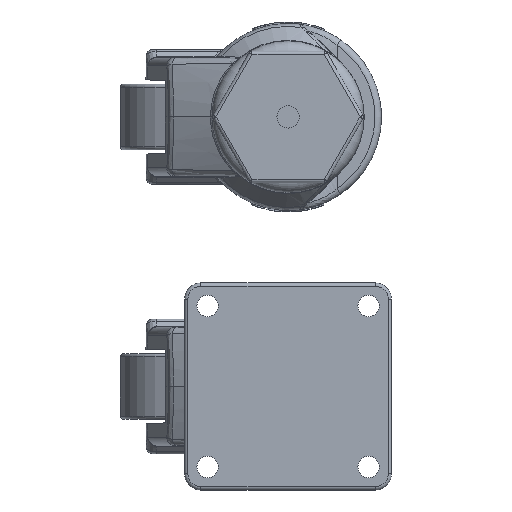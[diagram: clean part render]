
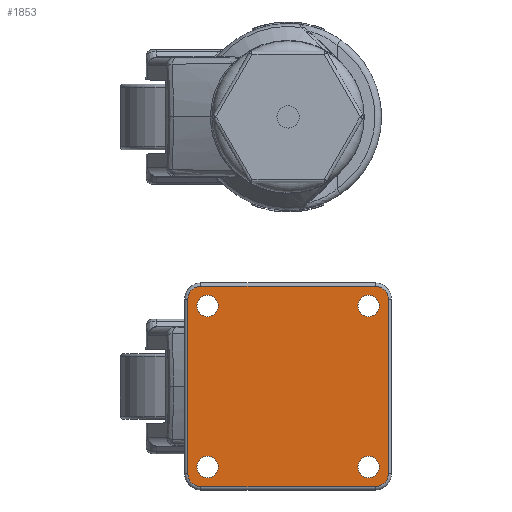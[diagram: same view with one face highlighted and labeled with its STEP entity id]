
A CAD part, front view. The second image highlights one B-rep face of the part: STEP entity #1853.
In plain terms, the highlighted planar face has unit normal (0, -1, 0).
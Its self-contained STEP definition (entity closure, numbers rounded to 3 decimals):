
#459=PLANE('',#13514);
#1853=ADVANCED_FACE('',(#3402,#3403,#3404,#3405,#3406),#459,.T.);
#3402=FACE_BOUND('',#3880,.T.);
#3403=FACE_BOUND('',#3881,.T.);
#3404=FACE_BOUND('',#3882,.T.);
#3405=FACE_BOUND('',#3883,.T.);
#3406=FACE_BOUND('',#3884,.T.);
#3880=EDGE_LOOP('',(#7126,#7127,#7128,#7129,#7130,#7131,#7132,#7133));
#3881=EDGE_LOOP('',(#7134));
#3882=EDGE_LOOP('',(#7135));
#3883=EDGE_LOOP('',(#7136));
#3884=EDGE_LOOP('',(#7137));
#4694=LINE('',#24195,#5240);
#4695=LINE('',#24200,#5241);
#4696=LINE('',#24204,#5242);
#4697=LINE('',#24208,#5243);
#5240=VECTOR('',#15262,1.);
#5241=VECTOR('',#15265,1.);
#5242=VECTOR('',#15268,1.);
#5243=VECTOR('',#15271,1.);
#7126=ORIENTED_EDGE('',*,*,#11381,.T.);
#7127=ORIENTED_EDGE('',*,*,#11382,.T.);
#7128=ORIENTED_EDGE('',*,*,#11383,.T.);
#7129=ORIENTED_EDGE('',*,*,#11384,.T.);
#7130=ORIENTED_EDGE('',*,*,#11385,.T.);
#7131=ORIENTED_EDGE('',*,*,#11386,.T.);
#7132=ORIENTED_EDGE('',*,*,#11387,.T.);
#7133=ORIENTED_EDGE('',*,*,#11388,.T.);
#7134=ORIENTED_EDGE('',*,*,#11389,.T.);
#7135=ORIENTED_EDGE('',*,*,#11390,.F.);
#7136=ORIENTED_EDGE('',*,*,#11391,.F.);
#7137=ORIENTED_EDGE('',*,*,#11392,.F.);
#9914=VERTEX_POINT('',#24196);
#9915=VERTEX_POINT('',#24197);
#9916=VERTEX_POINT('',#24199);
#9917=VERTEX_POINT('',#24201);
#9918=VERTEX_POINT('',#24203);
#9919=VERTEX_POINT('',#24205);
#9920=VERTEX_POINT('',#24207);
#9921=VERTEX_POINT('',#24209);
#9922=VERTEX_POINT('',#24212);
#9923=VERTEX_POINT('',#24214);
#9924=VERTEX_POINT('',#24216);
#9925=VERTEX_POINT('',#24218);
#11381=EDGE_CURVE('',#9914,#9915,#4694,.T.);
#11382=EDGE_CURVE('',#9915,#9916,#12725,.T.);
#11383=EDGE_CURVE('',#9916,#9917,#4695,.T.);
#11384=EDGE_CURVE('',#9917,#9918,#12726,.T.);
#11385=EDGE_CURVE('',#9918,#9919,#4696,.T.);
#11386=EDGE_CURVE('',#9919,#9920,#12727,.T.);
#11387=EDGE_CURVE('',#9920,#9921,#4697,.T.);
#11388=EDGE_CURVE('',#9921,#9914,#12728,.T.);
#11389=EDGE_CURVE('',#9922,#9922,#12729,.T.);
#11390=EDGE_CURVE('',#9923,#9923,#12730,.T.);
#11391=EDGE_CURVE('',#9924,#9924,#12731,.T.);
#11392=EDGE_CURVE('',#9925,#9925,#12732,.T.);
#12725=CIRCLE('',#13506,4.);
#12726=CIRCLE('',#13507,4.);
#12727=CIRCLE('',#13508,4.);
#12728=CIRCLE('',#13509,4.);
#12729=CIRCLE('',#13510,3.25);
#12730=CIRCLE('',#13511,3.25);
#12731=CIRCLE('',#13512,3.25);
#12732=CIRCLE('',#13513,3.25);
#13506=AXIS2_PLACEMENT_3D('',#24198,#15263,#15264);
#13507=AXIS2_PLACEMENT_3D('',#24202,#15266,#15267);
#13508=AXIS2_PLACEMENT_3D('',#24206,#15269,#15270);
#13509=AXIS2_PLACEMENT_3D('',#24210,#15272,#15273);
#13510=AXIS2_PLACEMENT_3D('',#24211,#15274,#15275);
#13511=AXIS2_PLACEMENT_3D('',#24213,#15276,#15277);
#13512=AXIS2_PLACEMENT_3D('',#24215,#15278,#15279);
#13513=AXIS2_PLACEMENT_3D('',#24217,#15280,#15281);
#13514=AXIS2_PLACEMENT_3D('',#24219,#15282,#15283);
#15262=DIRECTION('',(-1.,0.,0.));
#15263=DIRECTION('',(0.,-1.,0.));
#15264=DIRECTION('',(0.,0.,-1.));
#15265=DIRECTION('',(0.,0.,-1.));
#15266=DIRECTION('',(0.,-1.,0.));
#15267=DIRECTION('',(0.,0.,-1.));
#15268=DIRECTION('',(1.,0.,0.));
#15269=DIRECTION('',(0.,-1.,0.));
#15270=DIRECTION('',(0.,0.,-1.));
#15271=DIRECTION('',(0.,0.,1.));
#15272=DIRECTION('',(0.,-1.,0.));
#15273=DIRECTION('',(0.,0.,-1.));
#15274=DIRECTION('',(0.,1.,0.));
#15275=DIRECTION('',(0.,0.,-1.));
#15276=DIRECTION('',(0.,-1.,0.));
#15277=DIRECTION('',(0.,0.,-1.));
#15278=DIRECTION('',(0.,-1.,0.));
#15279=DIRECTION('',(0.,0.,-1.));
#15280=DIRECTION('',(0.,-1.,0.));
#15281=DIRECTION('',(0.,0.,-1.));
#15282=DIRECTION('',(0.,-1.,0.));
#15283=DIRECTION('',(0.,0.,-1.));
#24195=CARTESIAN_POINT('',(-206.124,-47.669,18.963));
#24196=CARTESIAN_POINT('',(-231.482,-47.669,18.963));
#24197=CARTESIAN_POINT('',(-284.482,-47.669,18.963));
#24198=CARTESIAN_POINT('',(-284.482,-47.669,14.963));
#24199=CARTESIAN_POINT('',(-288.482,-47.669,14.963));
#24200=CARTESIAN_POINT('',(-288.482,-47.669,32.463));
#24201=CARTESIAN_POINT('',(-288.482,-47.669,-38.037));
#24202=CARTESIAN_POINT('',(-284.482,-47.669,-38.037));
#24203=CARTESIAN_POINT('',(-284.482,-47.669,-42.037));
#24204=CARTESIAN_POINT('',(-231.482,-47.669,-42.037));
#24205=CARTESIAN_POINT('',(-231.482,-47.669,-42.037));
#24206=CARTESIAN_POINT('',(-231.482,-47.669,-38.037));
#24207=CARTESIAN_POINT('',(-227.482,-47.669,-38.037));
#24208=CARTESIAN_POINT('',(-227.482,-47.669,32.463));
#24209=CARTESIAN_POINT('',(-227.482,-47.669,14.963));
#24210=CARTESIAN_POINT('',(-231.482,-47.669,14.963));
#24211=CARTESIAN_POINT('',(-233.482,-47.669,12.963));
#24212=CARTESIAN_POINT('',(-233.482,-47.669,9.713));
#24213=CARTESIAN_POINT('',(-233.482,-47.669,-36.037));
#24214=CARTESIAN_POINT('',(-233.482,-47.669,-39.287));
#24215=CARTESIAN_POINT('',(-282.482,-47.669,12.963));
#24216=CARTESIAN_POINT('',(-282.482,-47.669,9.713));
#24217=CARTESIAN_POINT('',(-282.482,-47.669,-36.037));
#24218=CARTESIAN_POINT('',(-282.482,-47.669,-39.287));
#24219=CARTESIAN_POINT('',(-206.124,-47.669,32.463));
